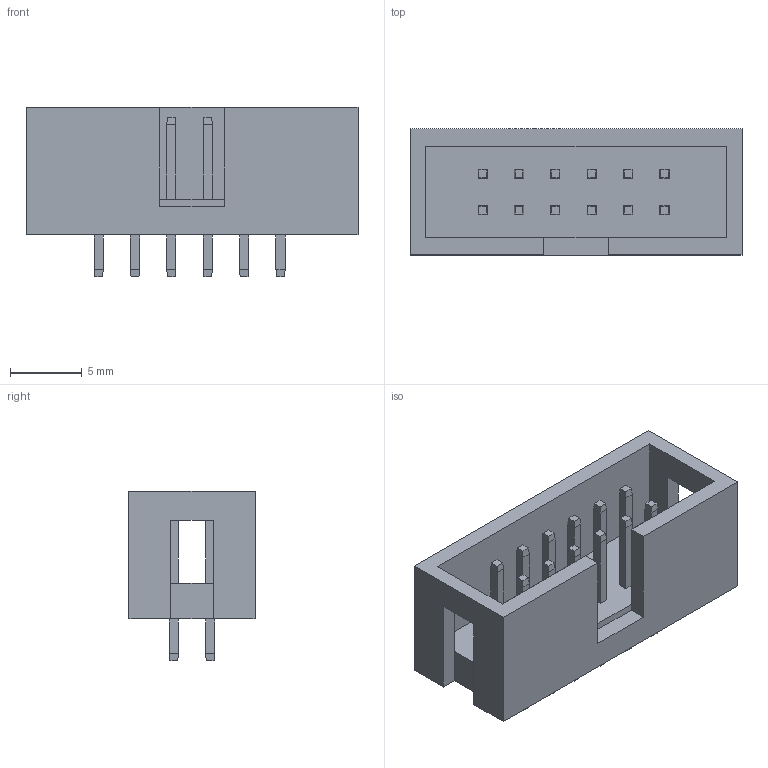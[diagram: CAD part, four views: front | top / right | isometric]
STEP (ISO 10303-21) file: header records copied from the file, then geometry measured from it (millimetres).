
FILE_DESCRIPTION (( 'STEP AP214' ), '1' );
FILE_NAME ('IDC_6X2.STEP', '2023-09-29T15:50:42', ( '' ), ( '' ), 'SwSTEP 2.0', 'SolidWorks 2016', '' );
FILE_SCHEMA (( 'AUTOMOTIVE_DESIGN' ));
Length unit declared in the file: millimetre
Products named in the file (1): IDC_6X2
Bounding box: 23.18 x 8.8 x 11.8 mm (x, y, z)
Volume: 914.9 mm3; surface area: 1523.9 mm2
Topology: 1 solids, 1 shells, 240 faces, 552 edges, 334 vertices
Faces by surface type: plane 240
Entity records: 9182 total; most frequent: CARTESIAN_POINT 1127, ORIENTED_EDGE 1104, DIRECTION 1034, VECTOR 552, EDGE_CURVE 552, LINE 552, VERTEX_POINT 334, EDGE_LOOP 264
